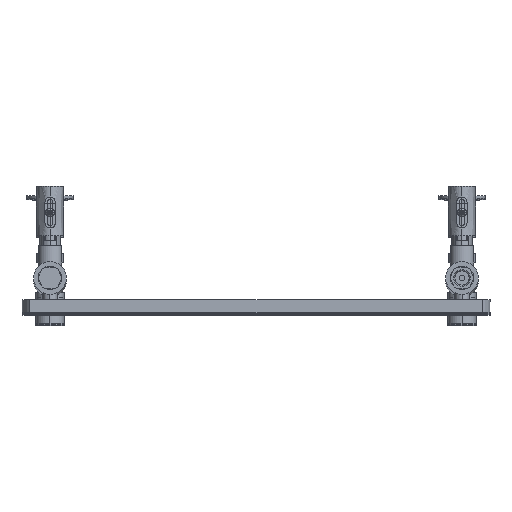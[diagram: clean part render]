
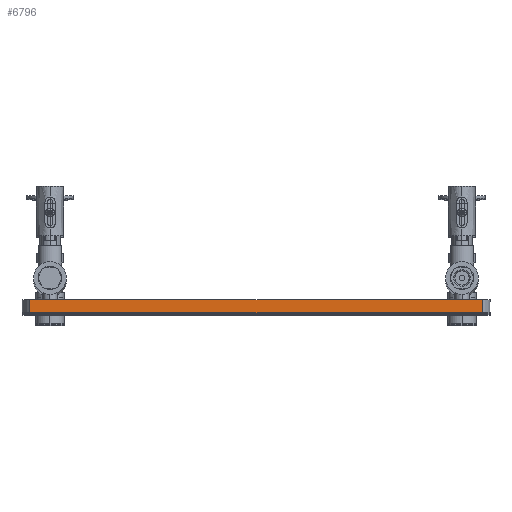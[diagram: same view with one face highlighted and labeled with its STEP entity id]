
A CAD part, top view. The second image highlights one B-rep face of the part: STEP entity #6796.
In plain terms, the highlighted face is planar.
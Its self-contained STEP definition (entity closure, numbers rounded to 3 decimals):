
#5311 = DIRECTION ( 'NONE',  ( 0., 0., -1. ) ) ;
#5312 = VECTOR ( 'NONE', #5311, 1000. ) ;
#5313 = CARTESIAN_POINT ( 'NONE',  ( -21., -7., 250. ) ) ;
#5314 = LINE ( 'NONE', #5313, #5312 ) ;
#5316 = CARTESIAN_POINT ( 'NONE',  ( -21., -7., 241.424 ) ) ;
#5392 = DIRECTION ( 'NONE',  ( 0., -1., 0. ) ) ;
#5393 = VECTOR ( 'NONE', #5392, 1000. ) ;
#5403 = DIRECTION ( 'NONE',  ( 0., 1., 0. ) ) ;
#5404 = VECTOR ( 'NONE', #5403, 1000. ) ;
#5405 = CARTESIAN_POINT ( 'NONE',  ( -21., -543., 241.424 ) ) ;
#5406 = LINE ( 'NONE', #5405, #5404 ) ;
#5411 = CARTESIAN_POINT ( 'NONE',  ( -21., -543., -241.424 ) ) ;
#5412 = LINE ( 'NONE', #5411, #5393 ) ;
#5445 = DIRECTION ( 'NONE',  ( 0., 0., -1. ) ) ;
#5446 = DIRECTION ( 'NONE',  ( 1., 0., 0. ) ) ;
#5453 = PLANE ( 'NONE',  #5459 ) ;
#5454 = FACE_OUTER_BOUND ( 'NONE', #6798, .T. ) ;
#5455 = CARTESIAN_POINT ( 'NONE',  ( -21., 7., 250. ) ) ;
#5459 = AXIS2_PLACEMENT_3D ( 'NONE', #5455, #5446, #5445 ) ;
#5544 = DIRECTION ( 'NONE',  ( 0., 0., -1. ) ) ;
#5545 = VECTOR ( 'NONE', #5544, 1000. ) ;
#5546 = CARTESIAN_POINT ( 'NONE',  ( -21., 7., 250. ) ) ;
#5547 = LINE ( 'NONE', #5546, #5545 ) ;
#5550 = CARTESIAN_POINT ( 'NONE',  ( -21., 7., -241.424 ) ) ;
#5590 = CARTESIAN_POINT ( 'NONE',  ( -21., -7., -241.424 ) ) ;
#5603 = CARTESIAN_POINT ( 'NONE',  ( -21., 7., 241.424 ) ) ;
#6725 = ORIENTED_EDGE ( 'NONE', *, *, #6838, .T. ) ;
#6726 = EDGE_CURVE ( 'NONE', #6727, #6872, #5314, .T. ) ;
#6727 = VERTEX_POINT ( 'NONE', #5316 ) ;
#6761 = ORIENTED_EDGE ( 'NONE', *, *, #6782, .T. ) ;
#6782 = EDGE_CURVE ( 'NONE', #6727, #6863, #5406, .T. ) ;
#6787 = EDGE_CURVE ( 'NONE', #6837, #6872, #5412, .T. ) ;
#6788 = ORIENTED_EDGE ( 'NONE', *, *, #6726, .F. ) ;
#6796 = ADVANCED_FACE ( 'NONE', ( #5454 ), #5453, .F. ) ;
#6798 = EDGE_LOOP ( 'NONE', ( #6788, #6761, #6725, #6869 ) ) ;
#6837 = VERTEX_POINT ( 'NONE', #5550 ) ;
#6838 = EDGE_CURVE ( 'NONE', #6863, #6837, #5547, .T. ) ;
#6863 = VERTEX_POINT ( 'NONE', #5603 ) ;
#6869 = ORIENTED_EDGE ( 'NONE', *, *, #6787, .T. ) ;
#6872 = VERTEX_POINT ( 'NONE', #5590 ) ;
